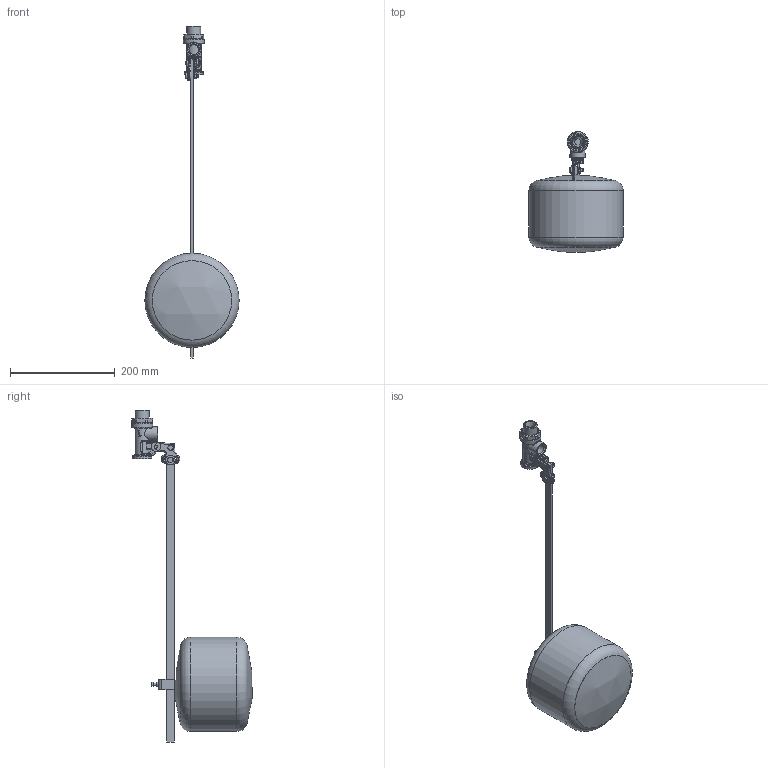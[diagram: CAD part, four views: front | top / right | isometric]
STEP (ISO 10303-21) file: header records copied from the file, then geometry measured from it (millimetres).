
FILE_DESCRIPTION((''),'2;1');
FILE_NAME('007503-F_step.stp','2012-12-17T12:37:03',('powierski'),(''),'Autodesk Inventor 2013','Autodesk Inventor 2013','');
FILE_SCHEMA(('AUTOMOTIVE_DESIGN { 1 0 10303 214 1 1 1 1 }'));
Length unit declared in the file: millimetre
Products named in the file (1): 007503-F_step
Bounding box: 180 x 230.14 x 633.87 mm (x, y, z)
Volume: 235270.1 mm3; surface area: 277047 mm2
Topology: 3 solids, 4 shells, 525 faces, 1274 edges, 773 vertices
Faces by surface type: plane 140, cylinder 131, bspline 98, cone 92, torus 56, sphere 8
Full cylindrical faces by diameter (mm): 1.8 x1, 5 x3, 6 x6, 6.2 x5, 6.4 x2, 8 x3, 12 x1, 18 x2, 18.631 x1, 26.44 x2, 36 x1, 40 x1, 178 x1, 180 x1
Entity records: 21485 total; most frequent: CARTESIAN_POINT 9823, ORIENTED_EDGE 2360, DIRECTION 2192, EDGE_CURVE 1180, AXIS2_PLACEMENT_3D 938, VERTEX_POINT 745, EDGE_LOOP 625, STYLED_ITEM 526
